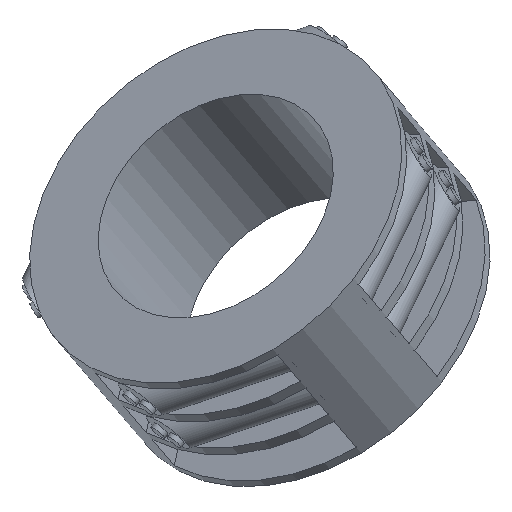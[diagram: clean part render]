
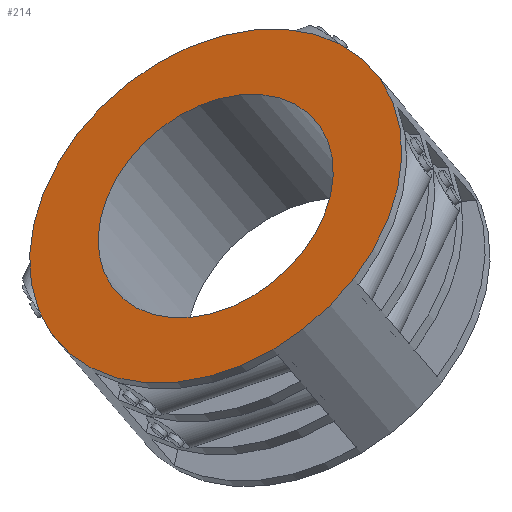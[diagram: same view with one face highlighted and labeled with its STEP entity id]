
A CAD part, top view. The second image highlights one B-rep face of the part: STEP entity #214.
In plain terms, the highlighted face is planar.
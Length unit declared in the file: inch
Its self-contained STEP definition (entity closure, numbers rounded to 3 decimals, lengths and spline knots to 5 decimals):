
#143=PLANE('',#1143);
#214=ADVANCED_FACE('',(#278,#279),#143,.F.);
#278=FACE_BOUND('',#346,.T.);
#279=FACE_BOUND('',#347,.T.);
#346=EDGE_LOOP('',(#672));
#347=EDGE_LOOP('',(#673));
#672=ORIENTED_EDGE('',*,*,#951,.F.);
#673=ORIENTED_EDGE('',*,*,#1013,.F.);
#857=VERTEX_POINT('',#1557);
#907=VERTEX_POINT('',#1683);
#951=EDGE_CURVE('',#857,#857,#1069,.T.);
#1013=EDGE_CURVE('',#907,#907,#1083,.T.);
#1069=CIRCLE('',#1114,19.);
#1083=CIRCLE('',#1142,12.);
#1114=AXIS2_PLACEMENT_3D('',#1556,#1247,#1248);
#1142=AXIS2_PLACEMENT_3D('',#1682,#1351,#1352);
#1143=AXIS2_PLACEMENT_3D('',#1684,#1353,#1354);
#1247=DIRECTION('',(1.,0.,0.));
#1248=DIRECTION('',(0.,1.,0.));
#1351=DIRECTION('',(-1.,0.,0.));
#1352=DIRECTION('',(0.,1.,0.));
#1353=DIRECTION('',(1.,0.,0.));
#1354=DIRECTION('',(0.,0.,-1.));
#1556=CARTESIAN_POINT('',(0.,0.,0.));
#1557=CARTESIAN_POINT('',(0.,19.,0.));
#1682=CARTESIAN_POINT('',(0.,0.,0.));
#1683=CARTESIAN_POINT('',(0.,12.,0.));
#1684=CARTESIAN_POINT('',(0.,0.,0.));
